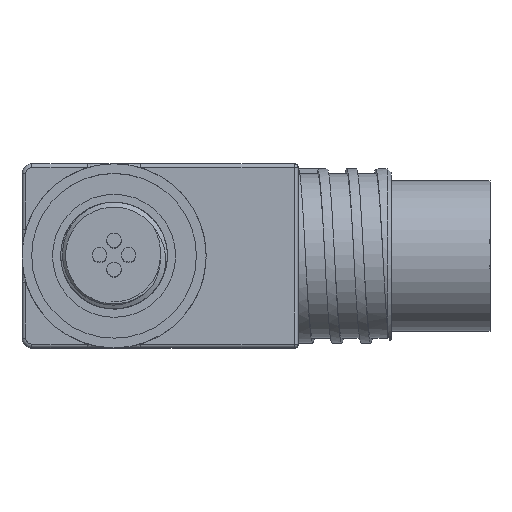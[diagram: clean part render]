
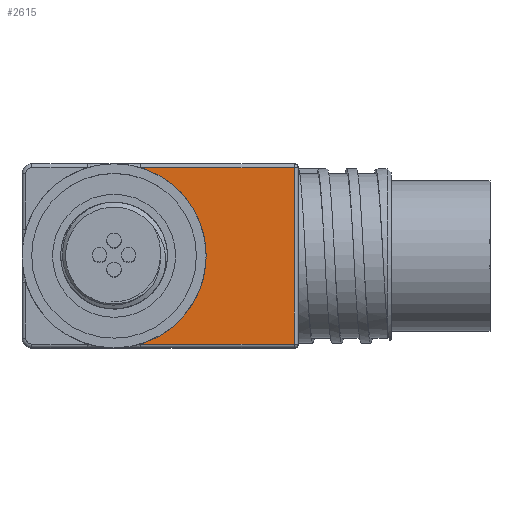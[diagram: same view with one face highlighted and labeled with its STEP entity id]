
A CAD part, top view. The second image highlights one B-rep face of the part: STEP entity #2615.
In plain terms, the highlighted planar face has unit normal (0, 0, 1).
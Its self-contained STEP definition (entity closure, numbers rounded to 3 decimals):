
#155=CIRCLE($,#2796,9.5);
#232=PLANE($,#2795);
#373=FACE_OUTER_BOUND($,#550,.T.);
#550=EDGE_LOOP($,(#2257,#2258,#2259,#2260));
#740=LINE($,#7264,#931);
#743=LINE($,#7278,#934);
#750=LINE($,#7307,#941);
#931=VECTOR($,#3211,15.872);
#934=VECTOR($,#3226,15.872);
#941=VECTOR($,#3261,18.2);
#1237=VERTEX_POINT($,#7257);
#1239=VERTEX_POINT($,#7262);
#1240=VERTEX_POINT($,#7267);
#1243=VERTEX_POINT($,#7274);
#1556=EDGE_CURVE($,#1239,#1237,#740,.T.);
#1563=EDGE_CURVE($,#1240,#1243,#743,.T.);
#1578=EDGE_CURVE($,#1237,#1240,#750,.T.);
#1617=EDGE_CURVE($,#1239,#1243,#155,.T.);
#2257=ORIENTED_EDGE($,*,*,#1563,.F.);
#2258=ORIENTED_EDGE($,*,*,#1578,.F.);
#2259=ORIENTED_EDGE($,*,*,#1556,.F.);
#2260=ORIENTED_EDGE($,*,*,#1617,.T.);
#2615=ADVANCED_FACE($,(#373),#232,.T.);
#2795=AXIS2_PLACEMENT_3D($,#7567,#3329,#3330);
#2796=AXIS2_PLACEMENT_3D($,#7568,#3331,#3332);
#3211=DIRECTION($,(1.,0.,0.));
#3226=DIRECTION($,(-1.,0.,0.));
#3261=DIRECTION($,(0.,-1.,0.));
#3329=DIRECTION('center_axis',(0.,0.,1.));
#3330=DIRECTION('ref_axis',(1.,0.,0.));
#3331=DIRECTION('center_axis',(0.,0.,-1.));
#3332=DIRECTION('ref_axis',(-1.,0.,0.));
#7257=CARTESIAN_POINT('',(18.6,9.1,0.));
#7262=CARTESIAN_POINT('',(2.728,9.1,0.));
#7264=CARTESIAN_POINT($,(11.875,9.1,0.));
#7267=CARTESIAN_POINT('',(18.6,-9.1,0.));
#7274=CARTESIAN_POINT('',(2.728,-9.1,0.));
#7278=CARTESIAN_POINT($,(-2.375,-9.1,0.));
#7307=CARTESIAN_POINT($,(18.6,-4.75,0.));
#7567=CARTESIAN_POINT('Origin',(4.75,0.,0.));
#7568=CARTESIAN_POINT('Origin',(0.,0.,0.));
